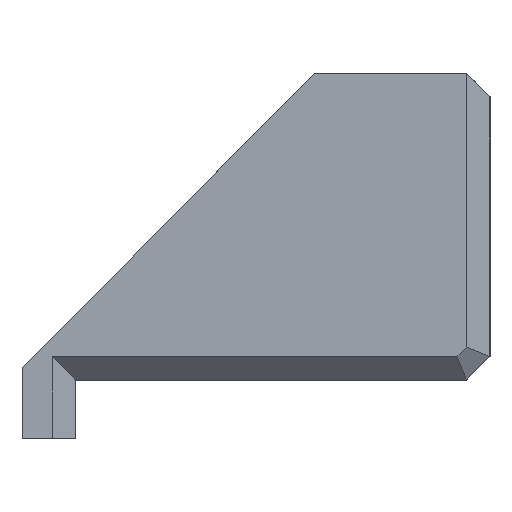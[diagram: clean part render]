
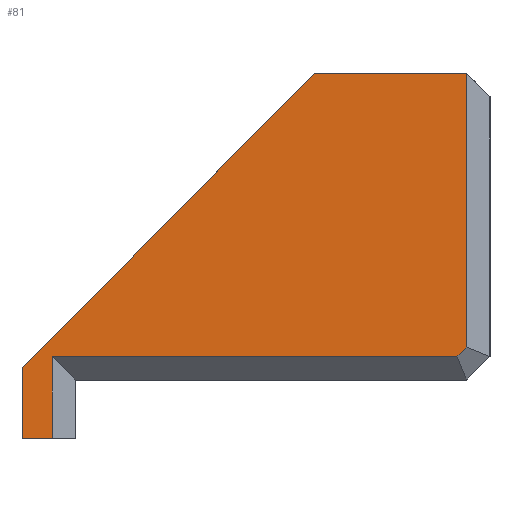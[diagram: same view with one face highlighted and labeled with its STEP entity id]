
A CAD part, left-side view. The second image highlights one B-rep face of the part: STEP entity #81.
In plain terms, the highlighted planar face has unit normal (-1, 0, 0).
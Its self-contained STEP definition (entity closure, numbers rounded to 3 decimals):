
#81=ADVANCED_FACE('',(#115),#342,.T.);
#115=FACE_OUTER_BOUND('',#149,.T.);
#149=EDGE_LOOP('',(#223,#224,#225,#226,#227,#228,#229,#230));
#223=ORIENTED_EDGE('',*,*,#401,.T.);
#224=ORIENTED_EDGE('',*,*,#402,.T.);
#225=ORIENTED_EDGE('',*,*,#403,.T.);
#226=ORIENTED_EDGE('',*,*,#404,.T.);
#227=ORIENTED_EDGE('',*,*,#405,.T.);
#228=ORIENTED_EDGE('',*,*,#406,.T.);
#229=ORIENTED_EDGE('',*,*,#407,.T.);
#230=ORIENTED_EDGE('',*,*,#408,.T.);
#342=PLANE('',#843);
#401=EDGE_CURVE('',#728,#721,#561,.T.);
#402=EDGE_CURVE('',#721,#722,#562,.T.);
#403=EDGE_CURVE('',#722,#723,#563,.T.);
#404=EDGE_CURVE('',#723,#724,#564,.T.);
#405=EDGE_CURVE('',#724,#725,#565,.T.);
#406=EDGE_CURVE('',#725,#726,#566,.T.);
#407=EDGE_CURVE('',#726,#727,#567,.T.);
#408=EDGE_CURVE('',#727,#728,#568,.T.);
#561=B_SPLINE_CURVE_WITH_KNOTS('',1,(#1195,#1196),.UNSPECIFIED.,.F.,.F.,
(2,2),(0.,1.),.UNSPECIFIED.);
#562=B_SPLINE_CURVE_WITH_KNOTS('',1,(#1197,#1198),.UNSPECIFIED.,.F.,.F.,
(2,2),(0.,1.),.UNSPECIFIED.);
#563=B_SPLINE_CURVE_WITH_KNOTS('',1,(#1199,#1200),.UNSPECIFIED.,.F.,.F.,
(2,2),(0.,1.),.UNSPECIFIED.);
#564=B_SPLINE_CURVE_WITH_KNOTS('',1,(#1201,#1202),.UNSPECIFIED.,.F.,.F.,
(2,2),(0.,1.),.UNSPECIFIED.);
#565=B_SPLINE_CURVE_WITH_KNOTS('',1,(#1203,#1204),.UNSPECIFIED.,.F.,.F.,
(2,2),(0.,1.),.UNSPECIFIED.);
#566=B_SPLINE_CURVE_WITH_KNOTS('',1,(#1205,#1206),.UNSPECIFIED.,.F.,.F.,
(2,2),(0.,1.),.UNSPECIFIED.);
#567=B_SPLINE_CURVE_WITH_KNOTS('',1,(#1207,#1208),.UNSPECIFIED.,.F.,.F.,
(2,2),(0.,1.),.UNSPECIFIED.);
#568=B_SPLINE_CURVE_WITH_KNOTS('',1,(#1209,#1210),.UNSPECIFIED.,.F.,.F.,
(2,2),(0.,1.),.UNSPECIFIED.);
#721=VERTEX_POINT('',#941);
#722=VERTEX_POINT('',#942);
#723=VERTEX_POINT('',#943);
#724=VERTEX_POINT('',#944);
#725=VERTEX_POINT('',#945);
#726=VERTEX_POINT('',#946);
#727=VERTEX_POINT('',#947);
#728=VERTEX_POINT('',#948);
#843=AXIS2_PLACEMENT_3D('',#1614,#871,#870);
#870=DIRECTION('',(0.,0.,1.));
#871=DIRECTION('',(-1.,0.,0.));
#941=CARTESIAN_POINT('',(-101.654,-81.5,19.8));
#942=CARTESIAN_POINT('',(-101.654,-81.5,26.8));
#943=CARTESIAN_POINT('',(-101.654,-116.072,26.8));
#944=CARTESIAN_POINT('',(-101.654,-116.9,27.628));
#945=CARTESIAN_POINT('',(-101.654,-116.9,51.));
#946=CARTESIAN_POINT('',(-101.654,-103.9,51.));
#947=CARTESIAN_POINT('',(-101.654,-78.9,25.8));
#948=CARTESIAN_POINT('',(-101.654,-78.9,19.8));
#1195=CARTESIAN_POINT('',(-101.654,-78.9,19.8));
#1196=CARTESIAN_POINT('',(-101.654,-81.5,19.8));
#1197=CARTESIAN_POINT('',(-101.654,-81.5,19.8));
#1198=CARTESIAN_POINT('',(-101.654,-81.5,26.8));
#1199=CARTESIAN_POINT('',(-101.654,-81.5,26.8));
#1200=CARTESIAN_POINT('',(-101.654,-116.072,26.8));
#1201=CARTESIAN_POINT('',(-101.654,-116.072,26.8));
#1202=CARTESIAN_POINT('',(-101.654,-116.9,27.628));
#1203=CARTESIAN_POINT('',(-101.654,-116.9,27.628));
#1204=CARTESIAN_POINT('',(-101.654,-116.9,51.));
#1205=CARTESIAN_POINT('',(-101.654,-116.9,51.));
#1206=CARTESIAN_POINT('',(-101.654,-103.9,51.));
#1207=CARTESIAN_POINT('',(-101.654,-103.9,51.));
#1208=CARTESIAN_POINT('',(-101.654,-78.9,25.8));
#1209=CARTESIAN_POINT('',(-101.654,-78.9,25.8));
#1210=CARTESIAN_POINT('',(-101.654,-78.9,19.8));
#1614=CARTESIAN_POINT('',(-101.654,-75.,0.));
